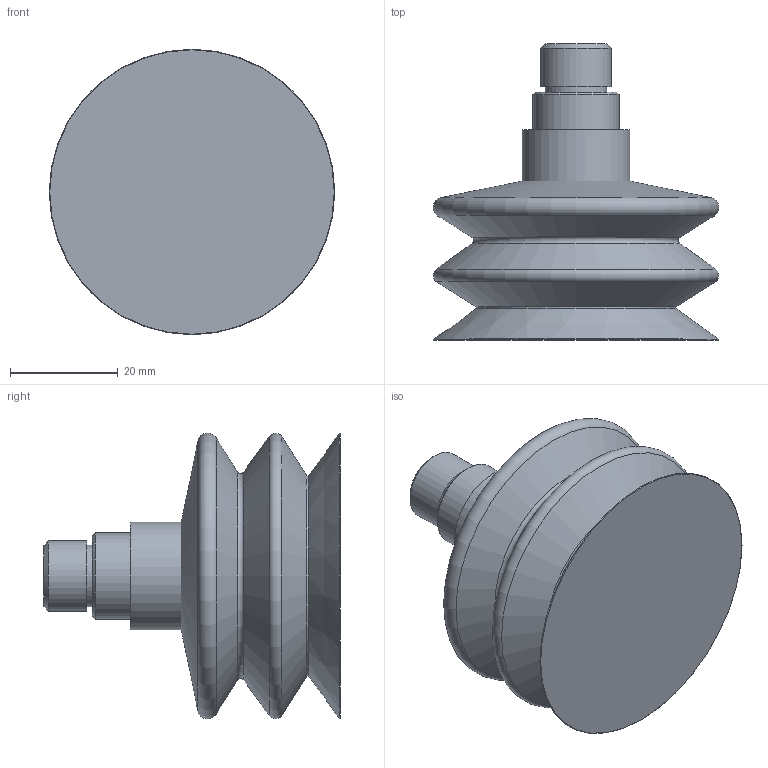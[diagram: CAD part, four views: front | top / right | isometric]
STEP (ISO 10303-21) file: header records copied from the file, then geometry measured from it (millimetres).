
FILE_DESCRIPTION(/* description */ (''),/* implementation_level */ '2;1');
FILE_NAME(/* name */ 'vfi55sb_rac24r1-4m.stp',/* time_stamp */ '2020-11-27T12:29:36+01:00',/* author */ ('enginyeria'),/* organization */ (''),/* preprocessor_version */ 'ST-DEVELOPER v17.2',/* originating_system */ 'Autodesk Inventor 2019',/* authorisation */ '');
FILE_SCHEMA (('CONFIG_CONTROL_DESIGN'));
Length unit declared in the file: millimetre
Products named in the file (1): vfi55sb_rac24r1-4m
Bounding box: 53 x 55 x 53 mm (x, y, z)
Volume: 53334.9 mm3; surface area: 11897.4 mm2
Topology: 1 solids, 1 shells, 24 faces, 72 edges, 54 vertices
Faces by surface type: cone 8, plane 6, cylinder 5, torus 5
Full cylindrical faces by diameter (mm): 6 x1, 11.445 x1, 13.157 x1, 16 x1, 20 x1
Entity records: 962 total; most frequent: DIRECTION 181, CARTESIAN_POINT 151, ORIENTED_EDGE 144, AXIS2_PLACEMENT_3D 84, EDGE_CURVE 72, CIRCLE 59, VERTEX_POINT 54, EDGE_LOOP 28
